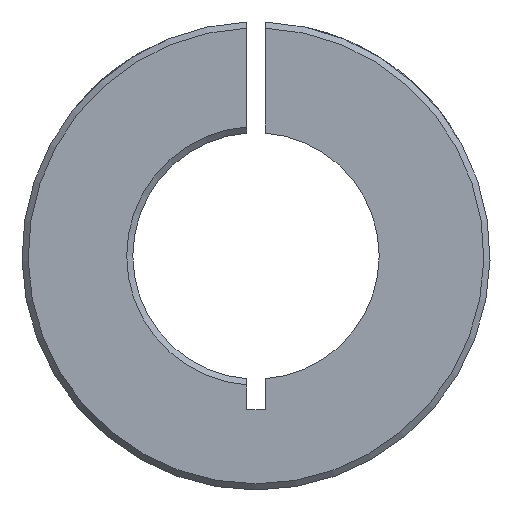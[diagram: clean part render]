
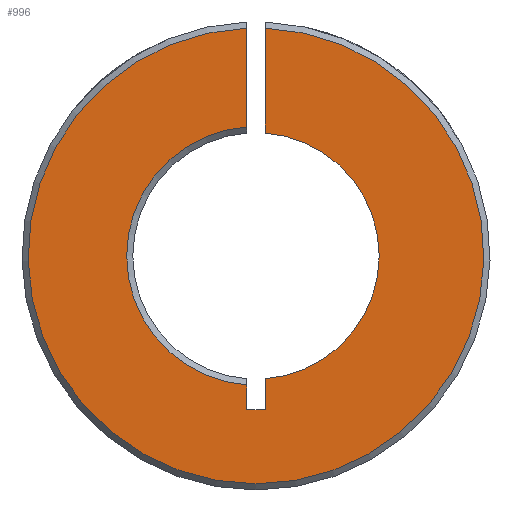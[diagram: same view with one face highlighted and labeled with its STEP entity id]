
A CAD part, front view. The second image highlights one B-rep face of the part: STEP entity #996.
In plain terms, the highlighted planar face has unit normal (0, -1, 0).
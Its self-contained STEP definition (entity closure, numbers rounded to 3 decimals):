
#26 = DIRECTION ( 'NONE',  ( 1., 0., 0. ) ) ;
#36 = LINE ( 'NONE', #644, #607 ) ;
#43 = CARTESIAN_POINT ( 'NONE',  ( 10., 0., 0. ) ) ;
#49 = DIRECTION ( 'NONE',  ( 0., -1., 0. ) ) ;
#58 = DIRECTION ( 'NONE',  ( 0., 0., 1. ) ) ;
#91 = DIRECTION ( 'NONE',  ( 0., -1., 0. ) ) ;
#95 = VERTEX_POINT ( 'NONE', #854 ) ;
#98 = VECTOR ( 'NONE', #58, 1000. ) ;
#119 = PLANE ( 'NONE',  #792 ) ;
#123 = ORIENTED_EDGE ( 'NONE', *, *, #345, .F. ) ;
#148 = CARTESIAN_POINT ( 'NONE',  ( 0.75, 0., 18.485 ) ) ;
#149 = CARTESIAN_POINT ( 'NONE',  ( 0.75, 0., -9.972 ) ) ;
#182 = CARTESIAN_POINT ( 'NONE',  ( -0.75, 0., -12.5 ) ) ;
#192 = VECTOR ( 'NONE', #326, 1000. ) ;
#252 = DIRECTION ( 'NONE',  ( 0., 0., -1. ) ) ;
#270 = DIRECTION ( 'NONE',  ( 0., -1., 0. ) ) ;
#318 = EDGE_CURVE ( 'NONE', #1138, #1002, #726, .T. ) ;
#326 = DIRECTION ( 'NONE',  ( 0., 0., 1. ) ) ;
#345 = EDGE_CURVE ( 'NONE', #537, #707, #539, .T. ) ;
#368 = VERTEX_POINT ( 'NONE', #182 ) ;
#373 = ORIENTED_EDGE ( 'NONE', *, *, #712, .F. ) ;
#386 = ORIENTED_EDGE ( 'NONE', *, *, #1098, .T. ) ;
#398 = DIRECTION ( 'NONE',  ( 0., 0., -1. ) ) ;
#410 = LINE ( 'NONE', #952, #192 ) ;
#427 = DIRECTION ( 'NONE',  ( 0., 0., -1. ) ) ;
#433 = EDGE_LOOP ( 'NONE', ( #386, #924, #1007, #1141, #1090, #123, #373, #899 ) ) ;
#438 = EDGE_CURVE ( 'NONE', #548, #1019, #489, .T. ) ;
#459 = CARTESIAN_POINT ( 'NONE',  ( -0.75, 0., -12.5 ) ) ;
#489 = CIRCLE ( 'NONE', #1032, 18.5 ) ;
#514 = CARTESIAN_POINT ( 'NONE',  ( -0.75, 0., -10.473 ) ) ;
#528 = EDGE_CURVE ( 'NONE', #1002, #548, #589, .T. ) ;
#535 = DIRECTION ( 'NONE',  ( 0., 0., -1. ) ) ;
#537 = VERTEX_POINT ( 'NONE', #149 ) ;
#539 = CIRCLE ( 'NONE', #1030, 10. ) ;
#548 = VERTEX_POINT ( 'NONE', #599 ) ;
#570 = CARTESIAN_POINT ( 'NONE',  ( 0.75, 0., 9.972 ) ) ;
#580 = CARTESIAN_POINT ( 'NONE',  ( -0.75, 0., -12.5 ) ) ;
#586 = LINE ( 'NONE', #675, #98 ) ;
#589 = LINE ( 'NONE', #580, #1079 ) ;
#599 = CARTESIAN_POINT ( 'NONE',  ( -0.75, 0., 18.485 ) ) ;
#607 = VECTOR ( 'NONE', #1106, 1000. ) ;
#644 = CARTESIAN_POINT ( 'NONE',  ( 0.75, 0., -12.5 ) ) ;
#656 = LINE ( 'NONE', #459, #900 ) ;
#675 = CARTESIAN_POINT ( 'NONE',  ( -0.75, 0., -12.5 ) ) ;
#705 = DIRECTION ( 'NONE',  ( 0., 1., 0. ) ) ;
#707 = VERTEX_POINT ( 'NONE', #570 ) ;
#712 = EDGE_CURVE ( 'NONE', #95, #537, #410, .T. ) ;
#726 = CIRCLE ( 'NONE', #1045, 10.5 ) ;
#792 = AXIS2_PLACEMENT_3D ( 'NONE', #43, #49, #398 ) ;
#839 = FACE_OUTER_BOUND ( 'NONE', #433, .T. ) ;
#854 = CARTESIAN_POINT ( 'NONE',  ( 0.75, 0., -12.5 ) ) ;
#892 = CARTESIAN_POINT ( 'NONE',  ( 0., 0., 0. ) ) ;
#899 = ORIENTED_EDGE ( 'NONE', *, *, #972, .F. ) ;
#900 = VECTOR ( 'NONE', #26, 1000. ) ;
#903 = CARTESIAN_POINT ( 'NONE',  ( 0., 0., 0. ) ) ;
#924 = ORIENTED_EDGE ( 'NONE', *, *, #318, .T. ) ;
#939 = CARTESIAN_POINT ( 'NONE',  ( -0.75, 0., 10.473 ) ) ;
#948 = EDGE_CURVE ( 'NONE', #707, #1019, #36, .T. ) ;
#952 = CARTESIAN_POINT ( 'NONE',  ( 0.75, 0., -12.5 ) ) ;
#972 = EDGE_CURVE ( 'NONE', #368, #95, #656, .T. ) ;
#996 = ADVANCED_FACE ( 'NONE', ( #839 ), #119, .T. ) ;
#1002 = VERTEX_POINT ( 'NONE', #939 ) ;
#1007 = ORIENTED_EDGE ( 'NONE', *, *, #528, .T. ) ;
#1015 = DIRECTION ( 'NONE',  ( 0., 0., 1. ) ) ;
#1019 = VERTEX_POINT ( 'NONE', #148 ) ;
#1030 = AXIS2_PLACEMENT_3D ( 'NONE', #892, #91, #427 ) ;
#1032 = AXIS2_PLACEMENT_3D ( 'NONE', #903, #270, #535 ) ;
#1045 = AXIS2_PLACEMENT_3D ( 'NONE', #1054, #705, #252 ) ;
#1054 = CARTESIAN_POINT ( 'NONE',  ( 0., 0., 0. ) ) ;
#1079 = VECTOR ( 'NONE', #1015, 1000. ) ;
#1090 = ORIENTED_EDGE ( 'NONE', *, *, #948, .F. ) ;
#1098 = EDGE_CURVE ( 'NONE', #368, #1138, #586, .T. ) ;
#1106 = DIRECTION ( 'NONE',  ( 0., 0., 1. ) ) ;
#1138 = VERTEX_POINT ( 'NONE', #514 ) ;
#1141 = ORIENTED_EDGE ( 'NONE', *, *, #438, .T. ) ;
